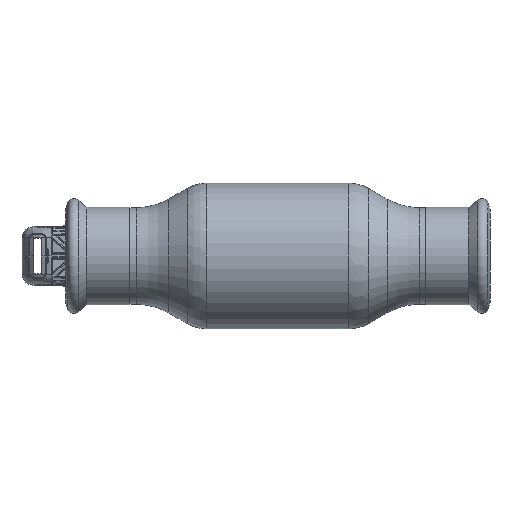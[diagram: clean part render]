
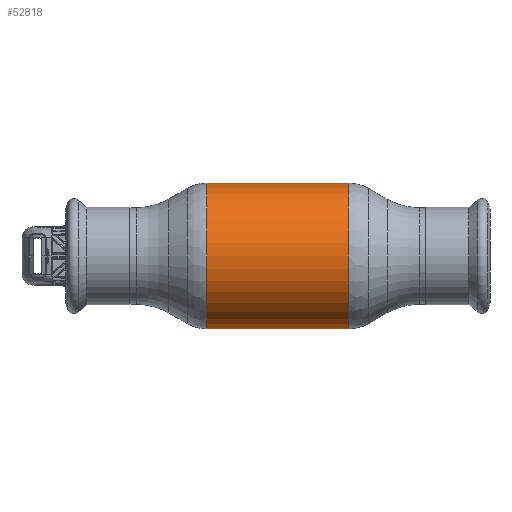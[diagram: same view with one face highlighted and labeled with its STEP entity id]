
A CAD part, front view. The second image highlights one B-rep face of the part: STEP entity #52818.
In plain terms, the highlighted cylindrical face has radius 34 mm (diameter 68 mm), a partial arc.
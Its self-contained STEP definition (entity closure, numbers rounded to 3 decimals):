
#1333 = FACE_OUTER_BOUND ( 'NONE', #26798, .T. ) ;
#1517 = EDGE_CURVE ( 'NONE', #21086, #4427, #44823, .T. ) ;
#4066 = DIRECTION ( 'NONE',  ( -1., 0., 0. ) ) ;
#4427 = VERTEX_POINT ( 'NONE', #59330 ) ;
#5547 = CARTESIAN_POINT ( 'NONE',  ( -62.69, 0., -34. ) ) ;
#8039 = CIRCLE ( 'NONE', #58013, 34. ) ;
#8536 = ORIENTED_EDGE ( 'NONE', *, *, #26470, .F. ) ;
#11341 = ORIENTED_EDGE ( 'NONE', *, *, #51529, .F. ) ;
#15564 = AXIS2_PLACEMENT_3D ( 'NONE', #33316, #48284, #53248 ) ;
#21086 = VERTEX_POINT ( 'NONE', #33223 ) ;
#24917 = DIRECTION ( 'NONE',  ( -1., 0., 0. ) ) ;
#25220 = VECTOR ( 'NONE', #33327, 1000. ) ;
#25498 = VERTEX_POINT ( 'NONE', #39989 ) ;
#26470 = EDGE_CURVE ( 'NONE', #41721, #25498, #8039, .T. ) ;
#26798 = EDGE_LOOP ( 'NONE', ( #11341, #29537, #58818, #8536 ) ) ;
#28801 = CARTESIAN_POINT ( 'NONE',  ( 33.177, 0., 0. ) ) ;
#29537 = ORIENTED_EDGE ( 'NONE', *, *, #1517, .T. ) ;
#31642 = EDGE_CURVE ( 'NONE', #4427, #25498, #45926, .T. ) ;
#33062 = VECTOR ( 'NONE', #24917, 1000. ) ;
#33223 = CARTESIAN_POINT ( 'NONE',  ( 33.177, 0., -34. ) ) ;
#33316 = CARTESIAN_POINT ( 'NONE',  ( -62.69, 0., 0. ) ) ;
#33327 = DIRECTION ( 'NONE',  ( -1., 0., 0. ) ) ;
#36670 = AXIS2_PLACEMENT_3D ( 'NONE', #28801, #38008, #58148 ) ;
#38008 = DIRECTION ( 'NONE',  ( -1., 0., 0. ) ) ;
#38009 = DIRECTION ( 'NONE',  ( 0., 0., 1. ) ) ;
#39989 = CARTESIAN_POINT ( 'NONE',  ( -33.177, 0., 34. ) ) ;
#41721 = VERTEX_POINT ( 'NONE', #62714 ) ;
#44823 = CIRCLE ( 'NONE', #36670, 34. ) ;
#45926 = LINE ( 'NONE', #52196, #25220 ) ;
#46066 = LINE ( 'NONE', #5547, #33062 ) ;
#46628 = CYLINDRICAL_SURFACE ( 'NONE', #15564, 34. ) ;
#48284 = DIRECTION ( 'NONE',  ( -1., 0., 0. ) ) ;
#51529 = EDGE_CURVE ( 'NONE', #21086, #41721, #46066, .T. ) ;
#52196 = CARTESIAN_POINT ( 'NONE',  ( -62.69, 0., 34. ) ) ;
#52365 = CARTESIAN_POINT ( 'NONE',  ( -33.177, 0., 0. ) ) ;
#52818 = ADVANCED_FACE ( 'NONE', ( #1333 ), #46628, .T. ) ;
#53248 = DIRECTION ( 'NONE',  ( 0., 0., 1. ) ) ;
#58013 = AXIS2_PLACEMENT_3D ( 'NONE', #52365, #4066, #38009 ) ;
#58148 = DIRECTION ( 'NONE',  ( 0., 0., 1. ) ) ;
#58818 = ORIENTED_EDGE ( 'NONE', *, *, #31642, .T. ) ;
#59330 = CARTESIAN_POINT ( 'NONE',  ( 33.177, 0., 34. ) ) ;
#62714 = CARTESIAN_POINT ( 'NONE',  ( -33.177, 0., -34. ) ) ;
